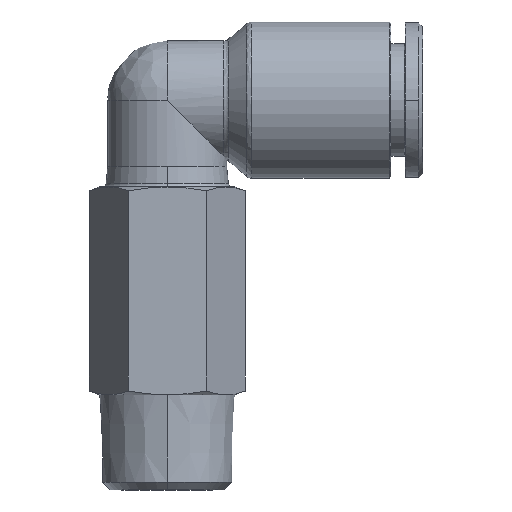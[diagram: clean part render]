
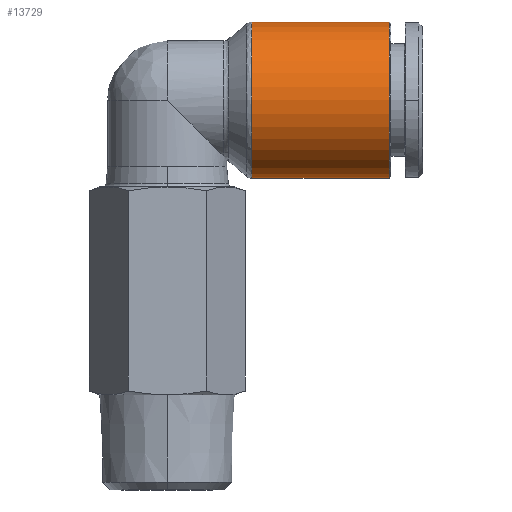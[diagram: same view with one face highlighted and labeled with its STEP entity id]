
A CAD part, front view. The second image highlights one B-rep face of the part: STEP entity #13729.
In plain terms, the highlighted cylindrical face has radius 9.85 mm (diameter 19.7 mm), a partial arc.
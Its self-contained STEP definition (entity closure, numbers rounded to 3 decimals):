
#1277 = CARTESIAN_POINT ( 'NONE',  ( 12.572, 0., 0. ) ) ;
#1567 = CARTESIAN_POINT ( 'NONE',  ( 12.572, -9.85, 0. ) ) ;
#1861 = ORIENTED_EDGE ( 'NONE', *, *, #11865, .T. ) ;
#1900 = CIRCLE ( 'NONE', #7012, 9.85 ) ;
#1941 = CARTESIAN_POINT ( 'NONE',  ( -4.764, 0., 9.85 ) ) ;
#2364 = CARTESIAN_POINT ( 'NONE',  ( 12.572, 0., -9.85 ) ) ;
#2717 = DIRECTION ( 'NONE',  ( 1., 0., 0. ) ) ;
#2753 = CARTESIAN_POINT ( 'NONE',  ( -4.764, 0., -9.85 ) ) ;
#2853 = DIRECTION ( 'NONE',  ( 0., 0., -1. ) ) ;
#3460 = DIRECTION ( 'NONE',  ( -1., 0., 0. ) ) ;
#3551 = ORIENTED_EDGE ( 'NONE', *, *, #7850, .F. ) ;
#3795 = EDGE_CURVE ( 'NONE', #6120, #6147, #1900, .T. ) ;
#3906 = CARTESIAN_POINT ( 'NONE',  ( 2.872, 0., -9.85 ) ) ;
#5146 = EDGE_LOOP ( 'NONE', ( #3551, #10446, #14260, #12514, #1861 ) ) ;
#6120 = VERTEX_POINT ( 'NONE', #2753 ) ;
#6122 = AXIS2_PLACEMENT_3D ( 'NONE', #12337, #13250, #11113 ) ;
#6147 = VERTEX_POINT ( 'NONE', #1941 ) ;
#6150 = AXIS2_PLACEMENT_3D ( 'NONE', #13753, #2717, #2853 ) ;
#6580 = CIRCLE ( 'NONE', #11241, 9.85 ) ;
#6749 = CARTESIAN_POINT ( 'NONE',  ( 2.872, 0., 9.85 ) ) ;
#6763 = VERTEX_POINT ( 'NONE', #1567 ) ;
#7012 = AXIS2_PLACEMENT_3D ( 'NONE', #8379, #13870, #7302 ) ;
#7302 = DIRECTION ( 'NONE',  ( 0., 0., -1. ) ) ;
#7569 = FACE_OUTER_BOUND ( 'NONE', #5146, .T. ) ;
#7850 = EDGE_CURVE ( 'NONE', #6147, #12078, #13438, .T. ) ;
#8284 = DIRECTION ( 'NONE',  ( 1., 0., 0. ) ) ;
#8379 = CARTESIAN_POINT ( 'NONE',  ( -4.764, 0., 0. ) ) ;
#8450 = EDGE_CURVE ( 'NONE', #10874, #6763, #6580, .T. ) ;
#10446 = ORIENTED_EDGE ( 'NONE', *, *, #3795, .F. ) ;
#10874 = VERTEX_POINT ( 'NONE', #2364 ) ;
#11076 = VECTOR ( 'NONE', #8284, 1000. ) ;
#11113 = DIRECTION ( 'NONE',  ( 0., 0., -1. ) ) ;
#11233 = DIRECTION ( 'NONE',  ( 0., 0., -1. ) ) ;
#11241 = AXIS2_PLACEMENT_3D ( 'NONE', #1277, #3460, #11233 ) ;
#11415 = CYLINDRICAL_SURFACE ( 'NONE', #6150, 9.85 ) ;
#11540 = CARTESIAN_POINT ( 'NONE',  ( 12.572, 0., 9.85 ) ) ;
#11865 = EDGE_CURVE ( 'NONE', #6763, #12078, #12068, .T. ) ;
#11964 = LINE ( 'NONE', #3906, #11076 ) ;
#12049 = VECTOR ( 'NONE', #12323, 1000. ) ;
#12068 = CIRCLE ( 'NONE', #6122, 9.85 ) ;
#12078 = VERTEX_POINT ( 'NONE', #11540 ) ;
#12323 = DIRECTION ( 'NONE',  ( 1., 0., 0. ) ) ;
#12337 = CARTESIAN_POINT ( 'NONE',  ( 12.572, 0., 0. ) ) ;
#12514 = ORIENTED_EDGE ( 'NONE', *, *, #8450, .T. ) ;
#13177 = EDGE_CURVE ( 'NONE', #6120, #10874, #11964, .T. ) ;
#13250 = DIRECTION ( 'NONE',  ( -1., 0., 0. ) ) ;
#13438 = LINE ( 'NONE', #6749, #12049 ) ;
#13729 = ADVANCED_FACE ( 'NONE', ( #7569 ), #11415, .T. ) ;
#13753 = CARTESIAN_POINT ( 'NONE',  ( 2.872, 0., 0. ) ) ;
#13870 = DIRECTION ( 'NONE',  ( -1., 0., 0. ) ) ;
#14260 = ORIENTED_EDGE ( 'NONE', *, *, #13177, .T. ) ;
